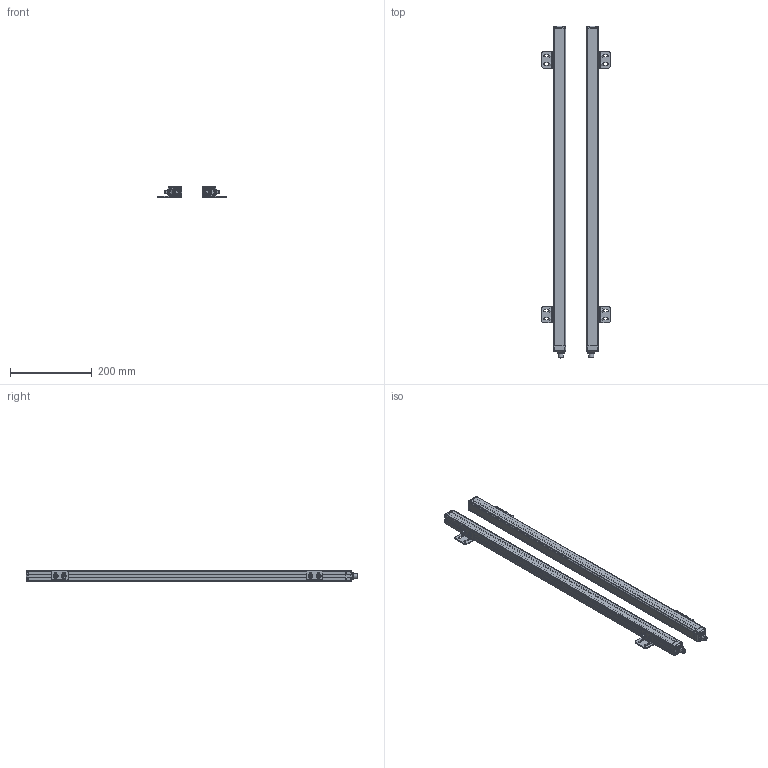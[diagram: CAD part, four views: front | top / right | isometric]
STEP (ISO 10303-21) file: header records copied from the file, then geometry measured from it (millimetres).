
FILE_DESCRIPTION (( 'STEP AP214' ), '1' );
FILE_NAME ('MI751-C_MI753-C.STEP', '2023-11-14T17:15:20', ( '' ), ( '' ), 'SwSTEP 2.0', 'SolidWorks 2023', '' );
FILE_SCHEMA (( 'AUTOMOTIVE_DESIGN' ));
Length unit declared in the file: inch
Products named in the file (3): MI751-C_MI753-C; MI751-C_MI753-C_RECEIVER; MI751-C_MI753-C_EMITTER
Assembly tree (2 placements, depth 2):
  MI751-C_MI753-C
    MI751-C_MI753-C_EMITTER
    MI751-C_MI753-C_RECEIVER
Bounding box: 167.02 x 813 x 28.05 mm (x, y, z)
Volume: 488406.4 mm3; surface area: 510318.4 mm2
Topology: 60 solids, 60 shells, 2516 faces, 6288 edges, 3990 vertices
Faces by surface type: plane 1122, cylinder 1014, bspline 378, cone 2
Full cylindrical faces by diameter (mm): 0.65 x16, 1.2 x16, 2.5 x16, 3 x16, 3.5 x16, 5 x32, 5.989 x5, 5.99 x3, 7.078 x4, 7.079 x4, 8.4 x2, 9.675 x8, 9.85 x2, 9.9 x2, 10.3 x2, 10.5 x2, 11.434 x5, 11.435 x3, 12 x6, 18 x2
Entity records: 84447 total; most frequent: CARTESIAN_POINT 25836, ORIENTED_EDGE 12074, DIRECTION 11698, EDGE_CURVE 6037, AXIS2_PLACEMENT_3D 4142, VERTEX_POINT 3947, LINE 3414, VECTOR 3414
